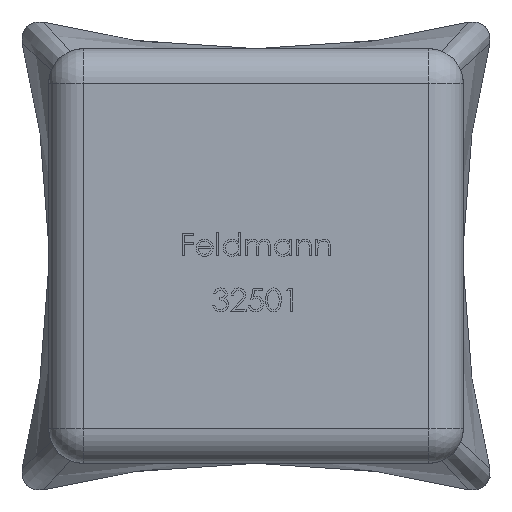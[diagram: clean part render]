
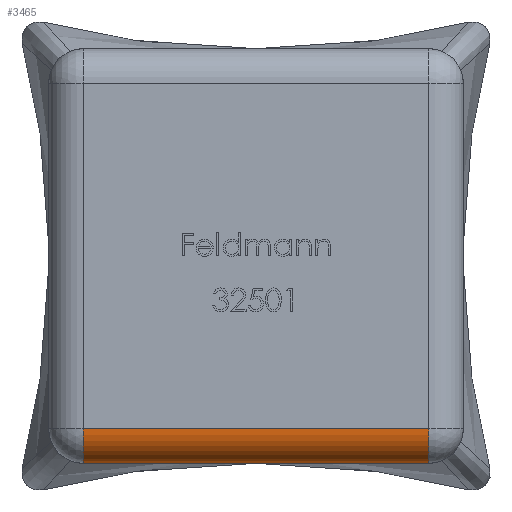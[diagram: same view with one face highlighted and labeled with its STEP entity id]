
A CAD part, front view. The second image highlights one B-rep face of the part: STEP entity #3465.
In plain terms, the highlighted cylindrical face has radius 2 mm (diameter 4 mm), a partial arc.
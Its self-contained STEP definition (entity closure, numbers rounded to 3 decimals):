
#337 = FACE_OUTER_BOUND ( 'NONE', #3636, .T. ) ;
#464 = DIRECTION ( 'NONE',  ( 1., 0., 0. ) ) ;
#838 = CARTESIAN_POINT ( 'NONE',  ( -10., -45., -10. ) ) ;
#3465 = ADVANCED_FACE ( 'NONE', ( #337 ), #10891, .T. ) ;
#3636 = EDGE_LOOP ( 'NONE', ( #22774, #14352, #15003, #14956 ) ) ;
#3898 = CIRCLE ( 'NONE', #6837, 2. ) ;
#4268 = DIRECTION ( 'NONE',  ( -1., 0., 0. ) ) ;
#4405 = DIRECTION ( 'NONE',  ( 0., 0., 1. ) ) ;
#4767 = CIRCLE ( 'NONE', #20023, 2. ) ;
#6764 = AXIS2_PLACEMENT_3D ( 'NONE', #15919, #8643, #14375 ) ;
#6837 = AXIS2_PLACEMENT_3D ( 'NONE', #23381, #21431, #4405 ) ;
#7774 = CARTESIAN_POINT ( 'NONE',  ( -10., -43., -12. ) ) ;
#8046 = CARTESIAN_POINT ( 'NONE',  ( -10., -43., -12. ) ) ;
#8643 = DIRECTION ( 'NONE',  ( -1., 0., 0. ) ) ;
#8659 = LINE ( 'NONE', #19126, #9499 ) ;
#9499 = VECTOR ( 'NONE', #464, 1000. ) ;
#10891 = CYLINDRICAL_SURFACE ( 'NONE', #6764, 2. ) ;
#11176 = EDGE_CURVE ( 'NONE', #22311, #16135, #11838, .T. ) ;
#11819 = VERTEX_POINT ( 'NONE', #838 ) ;
#11838 = LINE ( 'NONE', #7774, #19792 ) ;
#13638 = EDGE_CURVE ( 'NONE', #16135, #11819, #3898, .T. ) ;
#14352 = ORIENTED_EDGE ( 'NONE', *, *, #22706, .F. ) ;
#14375 = DIRECTION ( 'NONE',  ( 0., 0., 1. ) ) ;
#14956 = ORIENTED_EDGE ( 'NONE', *, *, #11176, .F. ) ;
#15003 = ORIENTED_EDGE ( 'NONE', *, *, #13638, .F. ) ;
#15730 = CARTESIAN_POINT ( 'NONE',  ( 10., -43., -10. ) ) ;
#15919 = CARTESIAN_POINT ( 'NONE',  ( -10., -43., -10. ) ) ;
#15997 = EDGE_CURVE ( 'NONE', #22311, #18978, #4767, .T. ) ;
#16135 = VERTEX_POINT ( 'NONE', #8046 ) ;
#18978 = VERTEX_POINT ( 'NONE', #23783 ) ;
#19126 = CARTESIAN_POINT ( 'NONE',  ( 10., -45., -10. ) ) ;
#19792 = VECTOR ( 'NONE', #23054, 1000. ) ;
#20023 = AXIS2_PLACEMENT_3D ( 'NONE', #15730, #4268, #23161 ) ;
#21431 = DIRECTION ( 'NONE',  ( -1., 0., 0. ) ) ;
#22311 = VERTEX_POINT ( 'NONE', #23641 ) ;
#22706 = EDGE_CURVE ( 'NONE', #11819, #18978, #8659, .T. ) ;
#22774 = ORIENTED_EDGE ( 'NONE', *, *, #15997, .T. ) ;
#23054 = DIRECTION ( 'NONE',  ( -1., 0., 0. ) ) ;
#23161 = DIRECTION ( 'NONE',  ( 0., 0., 1. ) ) ;
#23381 = CARTESIAN_POINT ( 'NONE',  ( -10., -43., -10. ) ) ;
#23641 = CARTESIAN_POINT ( 'NONE',  ( 10., -43., -12. ) ) ;
#23783 = CARTESIAN_POINT ( 'NONE',  ( 10., -45., -10. ) ) ;
